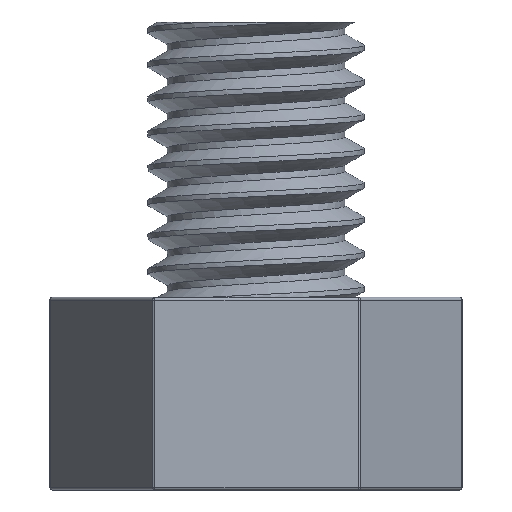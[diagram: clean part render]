
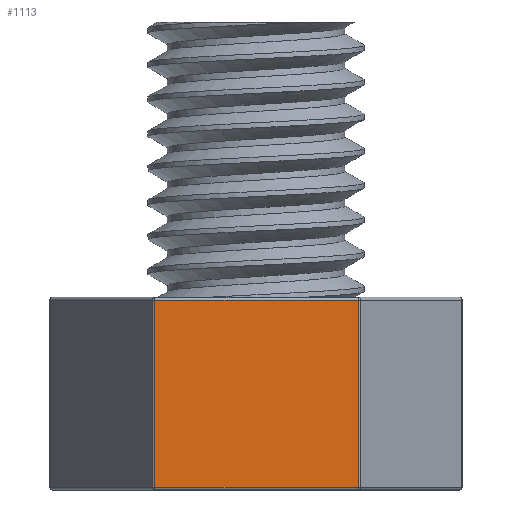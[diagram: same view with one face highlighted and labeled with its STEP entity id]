
A CAD part, front view. The second image highlights one B-rep face of the part: STEP entity #1113.
In plain terms, the highlighted planar face has unit normal (0.003, -1, 0).
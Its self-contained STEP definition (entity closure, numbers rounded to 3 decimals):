
#21=PLANE('',#1212);
#71=FACE_OUTER_BOUND('',#144,.T.);
#144=EDGE_LOOP('',(#806,#807,#808,#809));
#326=LINE('',#2427,#387);
#328=LINE('',#2437,#389);
#329=LINE('',#2439,#390);
#330=LINE('',#2440,#391);
#387=VECTOR('',#1384,10.);
#389=VECTOR('',#1396,10.);
#390=VECTOR('',#1397,10.);
#391=VECTOR('',#1398,10.);
#485=VERTEX_POINT('',#2419);
#488=VERTEX_POINT('',#2426);
#491=VERTEX_POINT('',#2436);
#492=VERTEX_POINT('',#2438);
#609=EDGE_CURVE('',#485,#488,#326,.T.);
#614=EDGE_CURVE('',#491,#485,#328,.T.);
#615=EDGE_CURVE('',#492,#491,#329,.T.);
#616=EDGE_CURVE('',#488,#492,#330,.T.);
#806=ORIENTED_EDGE('',*,*,#609,.F.);
#807=ORIENTED_EDGE('',*,*,#614,.F.);
#808=ORIENTED_EDGE('',*,*,#615,.F.);
#809=ORIENTED_EDGE('',*,*,#616,.F.);
#1113=ADVANCED_FACE('',(#71),#21,.T.);
#1212=AXIS2_PLACEMENT_3D('',#2435,#1394,#1395);
#1384=DIRECTION('',(0.,0.,1.));
#1394=DIRECTION('center_axis',(0.003,-1.,0.));
#1395=DIRECTION('ref_axis',(1.,0.003,0.));
#1396=DIRECTION('',(-1.,-0.003,0.));
#1397=DIRECTION('',(0.,0.,-1.));
#1398=DIRECTION('',(1.,0.003,0.));
#2419=CARTESIAN_POINT('',(78.326,-6.512,-1.9));
#2426=CARTESIAN_POINT('',(78.326,-6.512,4.9));
#2427=CARTESIAN_POINT('',(78.326,-6.512,0.));
#2435=CARTESIAN_POINT('Origin',(78.268,-6.512,0.));
#2436=CARTESIAN_POINT('',(85.716,-6.488,-1.9));
#2437=CARTESIAN_POINT('',(80.144,-6.506,-1.9));
#2438=CARTESIAN_POINT('',(85.716,-6.488,4.9));
#2439=CARTESIAN_POINT('',(85.716,-6.488,0.));
#2440=CARTESIAN_POINT('',(80.144,-6.506,4.9));
